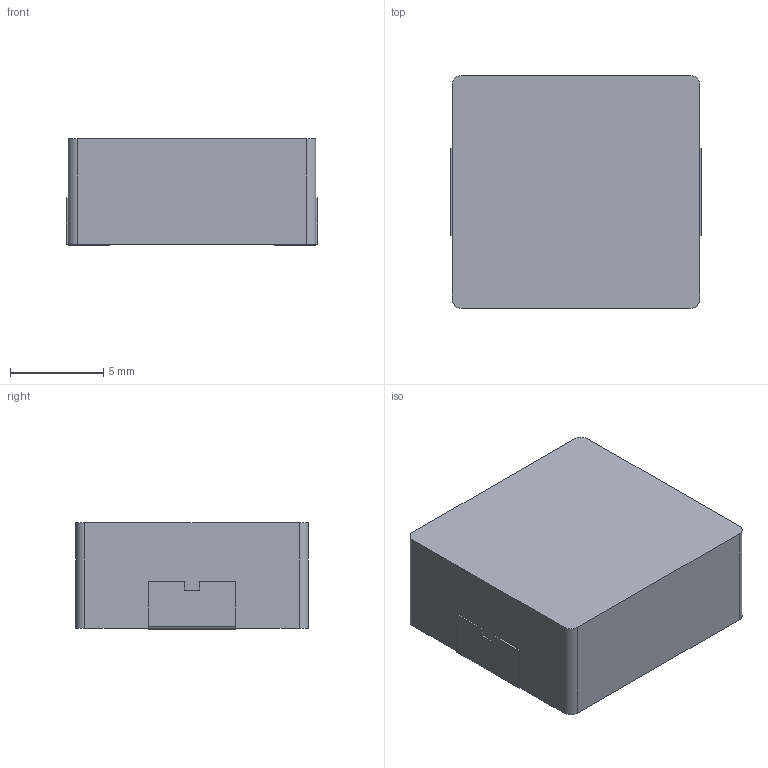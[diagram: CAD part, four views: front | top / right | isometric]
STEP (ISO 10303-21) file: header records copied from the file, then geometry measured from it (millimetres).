
FILE_DESCRIPTION (( 'STEP AP214' ), '1' );
FILE_NAME ('IND-SMD_L13.5-W12.5.STEP', '2021-12-03T13:19:17', ( '' ), ( '' ), 'SwSTEP 2.0', 'SolidWorks 2018', '' );
FILE_SCHEMA (( 'AUTOMOTIVE_DESIGN' ));
Length unit declared in the file: millimetre
Products named in the file (1): IND-SMD_L13.5-W12.5
Bounding box: 13.5 x 12.5 x 5.7 mm (x, y, z)
Volume: 941.4 mm3; surface area: 622.7 mm2
Topology: 1 solids, 1 shells, 98 faces, 259 edges, 170 vertices
Faces by surface type: plane 78, bspline 14, cylinder 6
Entity records: 3693 total; most frequent: CARTESIAN_POINT 938, ORIENTED_EDGE 518, DIRECTION 370, EDGE_CURVE 259, VECTOR 176, LINE 176, VERTEX_POINT 170, EDGE_LOOP 105
